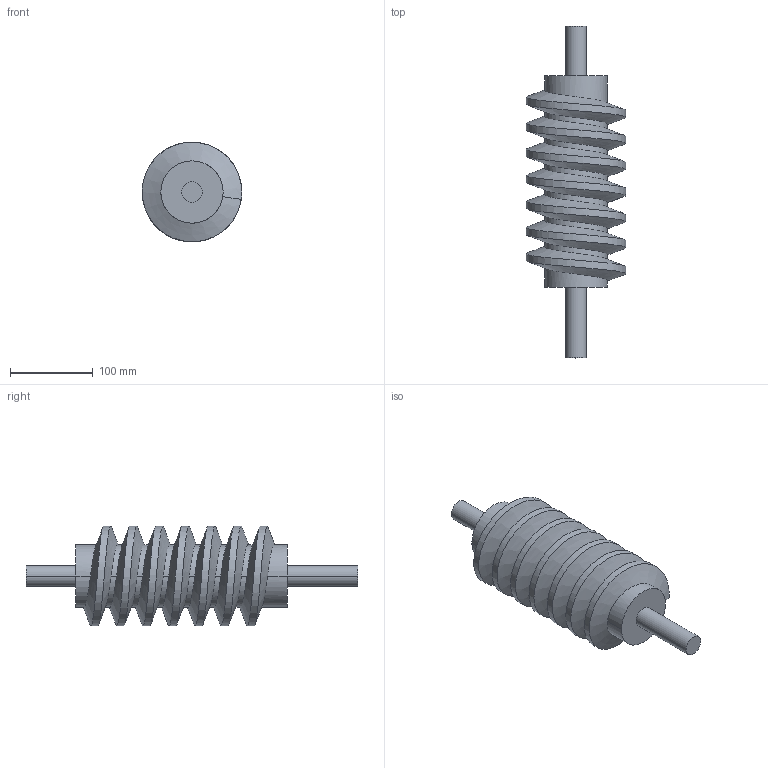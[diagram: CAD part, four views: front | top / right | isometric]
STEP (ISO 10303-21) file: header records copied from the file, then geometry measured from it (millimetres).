
FILE_DESCRIPTION((''),'2;1');
FILE_NAME('PRT0007','2020-10-06T17:16:07',('Chris'),('Christopher Schuster, 01703281110'),'CREO PARAMETRIC BY PTC INC, 2019224','CREO PARAMETRIC BY PTC INC, 2019224','');
FILE_SCHEMA(('CONFIG_CONTROL_DESIGN'));
Length unit declared in the file: millimetre
Products named in the file (1): PRT0007
Bounding box: 119.99 x 400 x 120 mm (x, y, z)
Volume: 1951833.4 mm3; surface area: 163671.1 mm2
Topology: 1 solids, 1 shells, 31 faces, 77 edges, 50 vertices
Faces by surface type: cylinder 19, plane 6, bspline 6
Entity records: 3061 total; most frequent: CARTESIAN_POINT 2356, ORIENTED_EDGE 154, DIRECTION 105, EDGE_CURVE 77, VERTEX_POINT 50, AXIS2_PLACEMENT_3D 37, B_SPLINE_CURVE_WITH_KNOTS 34, EDGE_LOOP 33
